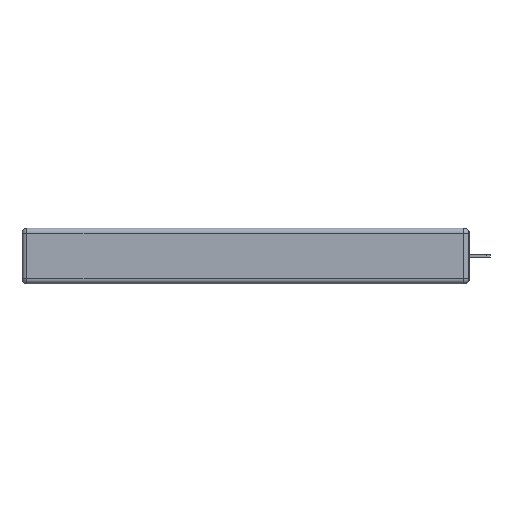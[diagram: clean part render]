
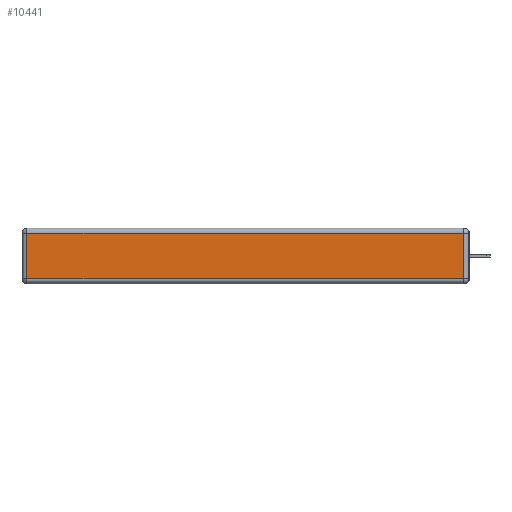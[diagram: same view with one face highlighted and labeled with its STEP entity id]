
A CAD part, left-side view. The second image highlights one B-rep face of the part: STEP entity #10441.
In plain terms, the highlighted planar face has unit normal (-1, 0, 0).
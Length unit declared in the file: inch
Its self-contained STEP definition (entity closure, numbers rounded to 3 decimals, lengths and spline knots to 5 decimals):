
#114 = LINE ( 'NONE', #10180, #12426 ) ;
#202 = CARTESIAN_POINT ( 'NONE',  ( 0., 0.03, -0.313 ) ) ;
#560 = PLANE ( 'NONE',  #14215 ) ;
#1251 = EDGE_CURVE ( 'NONE', #8279, #3135, #15180, .T. ) ;
#1528 = CARTESIAN_POINT ( 'NONE',  ( 0., 0., -0.313 ) ) ;
#1790 = DIRECTION ( 'NONE',  ( -1., 0., 0. ) ) ;
#2131 = EDGE_CURVE ( 'NONE', #4937, #8279, #114, .T. ) ;
#2489 = DIRECTION ( 'NONE',  ( 0., 0., -1. ) ) ;
#2656 = ORIENTED_EDGE ( 'NONE', *, *, #4497, .T. ) ;
#2894 = EDGE_LOOP ( 'NONE', ( #2656, #9323, #6840, #10275 ) ) ;
#3135 = VERTEX_POINT ( 'NONE', #6452 ) ;
#4344 = VERTEX_POINT ( 'NONE', #202 ) ;
#4497 = EDGE_CURVE ( 'NONE', #3135, #4344, #7929, .T. ) ;
#4839 = DIRECTION ( 'NONE',  ( 0., -1., 0. ) ) ;
#4937 = VERTEX_POINT ( 'NONE', #14001 ) ;
#5081 = CARTESIAN_POINT ( 'NONE',  ( 0., 2.72, -0.343 ) ) ;
#5737 = EDGE_CURVE ( 'NONE', #4344, #4937, #15239, .T. ) ;
#6452 = CARTESIAN_POINT ( 'NONE',  ( 0., 2.72, -0.313 ) ) ;
#6840 = ORIENTED_EDGE ( 'NONE', *, *, #2131, .T. ) ;
#7201 = DIRECTION ( 'NONE',  ( 0., 0., 1. ) ) ;
#7393 = CARTESIAN_POINT ( 'NONE',  ( 0., 0.03, -0.343 ) ) ;
#7929 = LINE ( 'NONE', #1528, #10325 ) ;
#8270 = FACE_OUTER_BOUND ( 'NONE', #2894, .T. ) ;
#8279 = VERTEX_POINT ( 'NONE', #13561 ) ;
#8898 = CARTESIAN_POINT ( 'NONE',  ( 0., 0., -0.343 ) ) ;
#8930 = VECTOR ( 'NONE', #2489, 39.37008 ) ;
#9323 = ORIENTED_EDGE ( 'NONE', *, *, #5737, .T. ) ;
#10077 = DIRECTION ( 'NONE',  ( 0., 0., 1. ) ) ;
#10180 = CARTESIAN_POINT ( 'NONE',  ( 0., 2.75, -0.03 ) ) ;
#10275 = ORIENTED_EDGE ( 'NONE', *, *, #1251, .T. ) ;
#10325 = VECTOR ( 'NONE', #4839, 39.37008 ) ;
#10441 = ADVANCED_FACE ( 'NONE', ( #8270 ), #560, .T. ) ;
#12011 = DIRECTION ( 'NONE',  ( 0., 1., 0. ) ) ;
#12152 = VECTOR ( 'NONE', #7201, 39.37008 ) ;
#12426 = VECTOR ( 'NONE', #12011, 39.37008 ) ;
#13561 = CARTESIAN_POINT ( 'NONE',  ( 0., 2.72, -0.03 ) ) ;
#14001 = CARTESIAN_POINT ( 'NONE',  ( 0., 0.03, -0.03 ) ) ;
#14215 = AXIS2_PLACEMENT_3D ( 'NONE', #8898, #1790, #10077 ) ;
#15180 = LINE ( 'NONE', #5081, #8930 ) ;
#15239 = LINE ( 'NONE', #7393, #12152 ) ;
